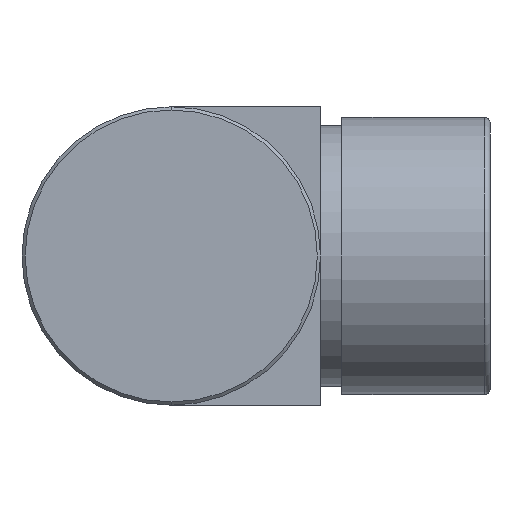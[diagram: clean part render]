
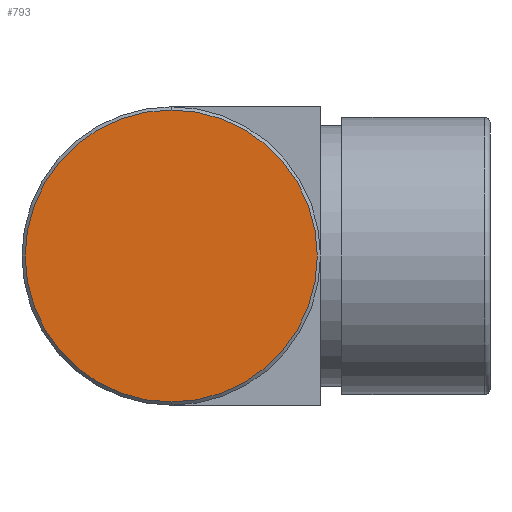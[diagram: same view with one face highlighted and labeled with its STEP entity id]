
A CAD part, left-side view. The second image highlights one B-rep face of the part: STEP entity #793.
In plain terms, the highlighted planar face has unit normal (-1, 0, 0).
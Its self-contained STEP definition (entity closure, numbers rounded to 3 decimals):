
#17 = CIRCLE ( 'NONE', #1141, 13.7 ) ;
#46 = VERTEX_POINT ( 'NONE', #287 ) ;
#91 = AXIS2_PLACEMENT_3D ( 'NONE', #658, #463, #1007 ) ;
#160 = PLANE ( 'NONE',  #91 ) ;
#181 = AXIS2_PLACEMENT_3D ( 'NONE', #900, #311, #329 ) ;
#287 = CARTESIAN_POINT ( 'NONE',  ( 0., 0., -13.7 ) ) ;
#311 = DIRECTION ( 'NONE',  ( -1., 0., 0. ) ) ;
#329 = DIRECTION ( 'NONE',  ( 0., 0., 1. ) ) ;
#393 = CARTESIAN_POINT ( 'NONE',  ( 0., 0., 13.7 ) ) ;
#440 = EDGE_CURVE ( 'NONE', #46, #713, #1209, .T. ) ;
#463 = DIRECTION ( 'NONE',  ( 1., 0., 0. ) ) ;
#464 = DIRECTION ( 'NONE',  ( 0., 0., 1. ) ) ;
#658 = CARTESIAN_POINT ( 'NONE',  ( 0., 0., 0. ) ) ;
#712 = ORIENTED_EDGE ( 'NONE', *, *, #753, .T. ) ;
#713 = VERTEX_POINT ( 'NONE', #393 ) ;
#753 = EDGE_CURVE ( 'NONE', #713, #46, #17, .T. ) ;
#793 = ADVANCED_FACE ( 'NONE', ( #946 ), #160, .F. ) ;
#843 = DIRECTION ( 'NONE',  ( -1., 0., 0. ) ) ;
#860 = EDGE_LOOP ( 'NONE', ( #889, #712 ) ) ;
#889 = ORIENTED_EDGE ( 'NONE', *, *, #440, .T. ) ;
#900 = CARTESIAN_POINT ( 'NONE',  ( 0., 0., 0. ) ) ;
#937 = CARTESIAN_POINT ( 'NONE',  ( 0., 0., 0. ) ) ;
#946 = FACE_OUTER_BOUND ( 'NONE', #860, .T. ) ;
#1007 = DIRECTION ( 'NONE',  ( 0., 0., -1. ) ) ;
#1141 = AXIS2_PLACEMENT_3D ( 'NONE', #937, #843, #464 ) ;
#1209 = CIRCLE ( 'NONE', #181, 13.7 ) ;
